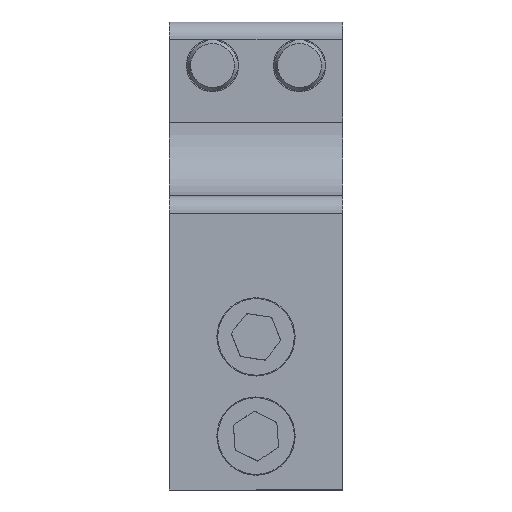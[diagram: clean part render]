
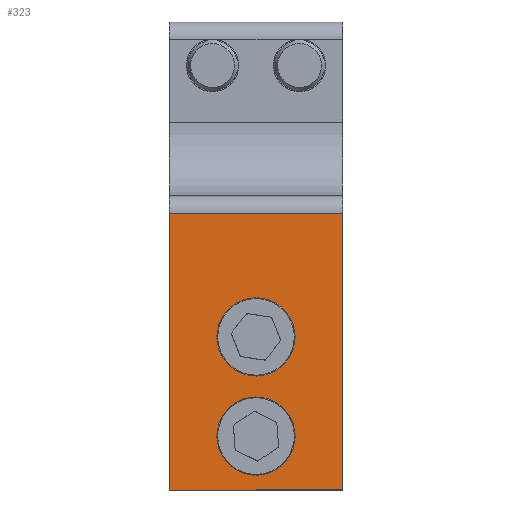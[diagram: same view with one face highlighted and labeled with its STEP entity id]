
A CAD part, left-side view. The second image highlights one B-rep face of the part: STEP entity #323.
In plain terms, the highlighted face is planar.
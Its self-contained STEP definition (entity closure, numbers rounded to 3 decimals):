
#323=ADVANCED_FACE('',(#720,#721,#722),#723,.T.);
#720=FACE_BOUND('',#1261,.T.);
#721=FACE_BOUND('',#1262,.T.);
#722=FACE_OUTER_BOUND('',#1263,.T.);
#723=PLANE('',#1264);
#1261=EDGE_LOOP('',(#1861));
#1262=EDGE_LOOP('',(#1862));
#1263=EDGE_LOOP('',(#1863,#1864,#1865,#1866));
#1264=AXIS2_PLACEMENT_3D('',#1867,#1868,#1869);
#1861=ORIENTED_EDGE('',*,*,#3276,.T.);
#1862=ORIENTED_EDGE('',*,*,#3277,.T.);
#1863=ORIENTED_EDGE('',*,*,#3223,.T.);
#1864=ORIENTED_EDGE('',*,*,#3278,.T.);
#1865=ORIENTED_EDGE('',*,*,#3234,.F.);
#1866=ORIENTED_EDGE('',*,*,#3279,.T.);
#1867=CARTESIAN_POINT('',(9.26,10.0,-15.0));
#1868=DIRECTION('',(1.0,0.0,0.0));
#1869=DIRECTION('',(0.0,0.0,-1.0));
#3223=EDGE_CURVE('',#3799,#3797,#3800,.T.);
#3234=EDGE_CURVE('',#3818,#3819,#3820,.T.);
#3276=EDGE_CURVE('',#3887,#3887,#3888,.T.);
#3277=EDGE_CURVE('',#3889,#3889,#3890,.T.);
#3278=EDGE_CURVE('',#3797,#3819,#3891,.T.);
#3279=EDGE_CURVE('',#3818,#3799,#3892,.T.);
#3797=VERTEX_POINT('',#4640);
#3799=VERTEX_POINT('',#4642);
#3800=LINE('',#4643,#4644);
#3818=VERTEX_POINT('',#4669);
#3819=VERTEX_POINT('',#4670);
#3820=LINE('',#4671,#4672);
#3887=VERTEX_POINT('',#4765);
#3888=CIRCLE('',#4766,2.25);
#3889=VERTEX_POINT('',#4767);
#3890=CIRCLE('',#4768,2.25);
#3891=LINE('',#4769,#4770);
#3892=LINE('',#4771,#4772);
#4640=CARTESIAN_POINT('',(9.26,10.0,1.0));
#4642=CARTESIAN_POINT('',(9.26,10.0,-14.9));
#4643=CARTESIAN_POINT('',(9.26,10.0,-15.0));
#4644=VECTOR('',#5831,1.0);
#4669=CARTESIAN_POINT('',(9.26,0.0,-14.9));
#4670=CARTESIAN_POINT('',(9.26,0.0,1.0));
#4671=CARTESIAN_POINT('',(9.26,0.0,-15.0));
#4672=VECTOR('',#5845,1.0);
#4765=CARTESIAN_POINT('',(9.26,7.25,-6.1));
#4766=AXIS2_PLACEMENT_3D('',#5899,#5900,#5901);
#4767=CARTESIAN_POINT('',(9.26,7.25,-11.8));
#4768=AXIS2_PLACEMENT_3D('',#5902,#5903,#5904);
#4769=CARTESIAN_POINT('',(9.26,10.0,1.0));
#4770=VECTOR('',#5905,1.0);
#4771=CARTESIAN_POINT('',(9.26,10.0,-14.9));
#4772=VECTOR('',#5906,1.0);
#5831=DIRECTION('',(0.0,0.0,1.0));
#5845=DIRECTION('',(0.0,0.0,1.0));
#5899=CARTESIAN_POINT('',(9.26,5.0,-6.1));
#5900=DIRECTION('',(-1.0,0.,0.0));
#5901=DIRECTION('',(0.,1.0,0.0));
#5902=CARTESIAN_POINT('',(9.26,5.0,-11.8));
#5903=DIRECTION('',(-1.0,0.,0.0));
#5904=DIRECTION('',(0.,1.0,0.0));
#5905=DIRECTION('',(0.0,-1.0,0.0));
#5906=DIRECTION('',(0.0,1.0,0.0));
